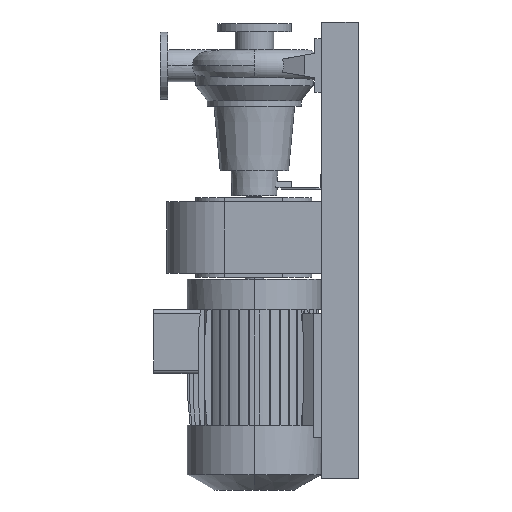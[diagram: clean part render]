
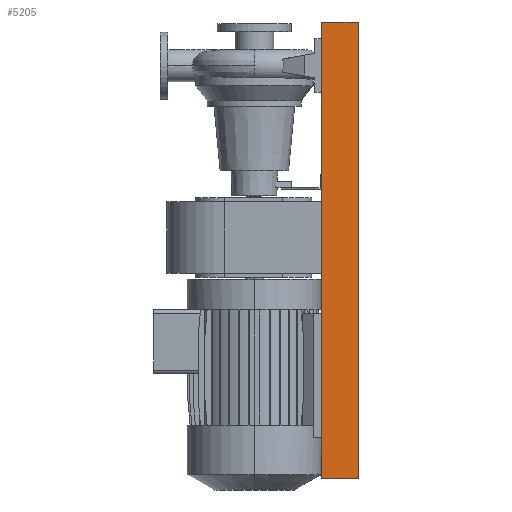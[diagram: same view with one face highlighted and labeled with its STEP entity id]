
A CAD part, left-side view. The second image highlights one B-rep face of the part: STEP entity #5205.
In plain terms, the highlighted planar face has unit normal (-1, 0, 0).
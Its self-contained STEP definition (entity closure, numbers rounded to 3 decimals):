
#411 = VECTOR ( 'NONE', #2130, 1000. ) ;
#982 = LINE ( 'NONE', #5828, #6551 ) ;
#1035 = CARTESIAN_POINT ( 'NONE',  ( -200., -55., 680. ) ) ;
#1242 = FACE_OUTER_BOUND ( 'NONE', #14545, .T. ) ;
#1436 = EDGE_CURVE ( 'NONE', #8209, #7238, #18764, .T. ) ;
#2130 = DIRECTION ( 'NONE',  ( 0., -1., 0. ) ) ;
#3449 = ORIENTED_EDGE ( 'NONE', *, *, #12144, .T. ) ;
#3974 = VERTEX_POINT ( 'NONE', #20672 ) ;
#5205 = ADVANCED_FACE ( 'NONE', ( #1242 ), #12468, .T. ) ;
#5828 = CARTESIAN_POINT ( 'NONE',  ( -200., -55., -680. ) ) ;
#6033 = DIRECTION ( 'NONE',  ( 0., 0., 1. ) ) ;
#6551 = VECTOR ( 'NONE', #6033, 1000. ) ;
#7037 = CARTESIAN_POINT ( 'NONE',  ( -200., -55., -680. ) ) ;
#7238 = VERTEX_POINT ( 'NONE', #12588 ) ;
#7558 = VECTOR ( 'NONE', #9216, 1000. ) ;
#7567 = DIRECTION ( 'NONE',  ( 0., -1., 0. ) ) ;
#7866 = DIRECTION ( 'NONE',  ( 0., 0., 1. ) ) ;
#8209 = VERTEX_POINT ( 'NONE', #11367 ) ;
#8788 = CARTESIAN_POINT ( 'NONE',  ( -200., 55., -680. ) ) ;
#9137 = LINE ( 'NONE', #1035, #20713 ) ;
#9216 = DIRECTION ( 'NONE',  ( 0., 0., 1. ) ) ;
#9309 = ORIENTED_EDGE ( 'NONE', *, *, #17449, .F. ) ;
#10195 = CARTESIAN_POINT ( 'NONE',  ( -200., -55., -680. ) ) ;
#11367 = CARTESIAN_POINT ( 'NONE',  ( -200., 55., -680. ) ) ;
#11453 = AXIS2_PLACEMENT_3D ( 'NONE', #17197, #14155, #7866 ) ;
#12144 = EDGE_CURVE ( 'NONE', #8209, #17568, #13346, .T. ) ;
#12468 = PLANE ( 'NONE',  #11453 ) ;
#12588 = CARTESIAN_POINT ( 'NONE',  ( -200., 55., 680. ) ) ;
#13346 = LINE ( 'NONE', #10195, #411 ) ;
#14155 = DIRECTION ( 'NONE',  ( -1., 0., 0. ) ) ;
#14545 = EDGE_LOOP ( 'NONE', ( #9309, #18156, #3449, #17294 ) ) ;
#15823 = EDGE_CURVE ( 'NONE', #17568, #3974, #982, .T. ) ;
#17197 = CARTESIAN_POINT ( 'NONE',  ( -200., -55., -680. ) ) ;
#17294 = ORIENTED_EDGE ( 'NONE', *, *, #15823, .T. ) ;
#17449 = EDGE_CURVE ( 'NONE', #7238, #3974, #9137, .T. ) ;
#17568 = VERTEX_POINT ( 'NONE', #7037 ) ;
#18156 = ORIENTED_EDGE ( 'NONE', *, *, #1436, .F. ) ;
#18764 = LINE ( 'NONE', #8788, #7558 ) ;
#20672 = CARTESIAN_POINT ( 'NONE',  ( -200., -55., 680. ) ) ;
#20713 = VECTOR ( 'NONE', #7567, 1000. ) ;
